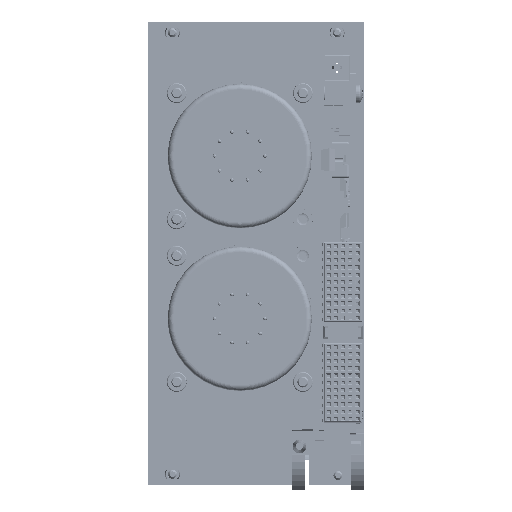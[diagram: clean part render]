
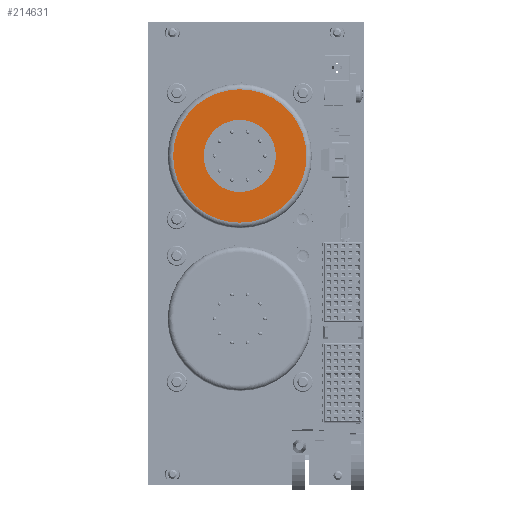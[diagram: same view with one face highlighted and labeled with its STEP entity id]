
A CAD part, top view. The second image highlights one B-rep face of the part: STEP entity #214631.
In plain terms, the highlighted planar face has unit normal (0, 0, 1).
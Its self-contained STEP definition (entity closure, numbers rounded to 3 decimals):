
#41083 = AXIS2_PLACEMENT_3D ( 'NONE', #136553, #136555, #136557 ) ;
#41084 = AXIS2_PLACEMENT_3D ( 'NONE', #136562, #136563, #136564 ) ;
#44703 = EDGE_LOOP ( 'NONE', ( #219448 ) ) ;
#44704 = EDGE_LOOP ( 'NONE', ( #219446 ) ) ;
#52000 = VERTEX_POINT ( 'NONE', #52132 ) ;
#52002 = VERTEX_POINT ( 'NONE', #52133 ) ;
#52132 = CARTESIAN_POINT ( 'NONE',  ( -9.959, 113.803, -71.808 ) ) ;
#52133 = CARTESIAN_POINT ( 'NONE',  ( -9.959, 105.303, -71.808 ) ) ;
#102716 = CIRCLE ( 'NONE', #41084, 10. ) ;
#102732 = CIRCLE ( 'NONE', #41083, 18.5 ) ;
#136553 = CARTESIAN_POINT ( 'NONE',  ( -9.96, 95.303, -71.808 ) ) ;
#136555 = DIRECTION ( 'NONE',  ( 0., 0., 1. ) ) ;
#136557 = DIRECTION ( 'NONE',  ( 0., 1., 0. ) ) ;
#136562 = CARTESIAN_POINT ( 'NONE',  ( -9.96, 95.303, -71.808 ) ) ;
#136563 = DIRECTION ( 'NONE',  ( 0., 0., 1. ) ) ;
#136564 = DIRECTION ( 'NONE',  ( 0., 1., 0. ) ) ;
#150656 = EDGE_CURVE ( 'NONE', #52000, #52000, #102732, .T. ) ;
#150660 = EDGE_CURVE ( 'NONE', #52002, #52002, #102716, .T. ) ;
#166793 = FACE_BOUND ( 'NONE', #44704, .T. ) ;
#166805 = FACE_OUTER_BOUND ( 'NONE', #44703, .T. ) ;
#170393 = PLANE ( 'NONE',  #208479 ) ;
#170413 = CARTESIAN_POINT ( 'NONE',  ( -9.96, 95.303, -71.808 ) ) ;
#170417 = DIRECTION ( 'NONE',  ( 0., 0., 1. ) ) ;
#170420 = DIRECTION ( 'NONE',  ( 0., 1., 0. ) ) ;
#208479 = AXIS2_PLACEMENT_3D ( 'NONE', #170413, #170417, #170420 ) ;
#214631 = ADVANCED_FACE ( 'NONE', ( #166793, #166805 ), #170393, .T. ) ;
#219446 = ORIENTED_EDGE ( 'NONE', *, *, #150660, .F. ) ;
#219448 = ORIENTED_EDGE ( 'NONE', *, *, #150656, .T. ) ;
